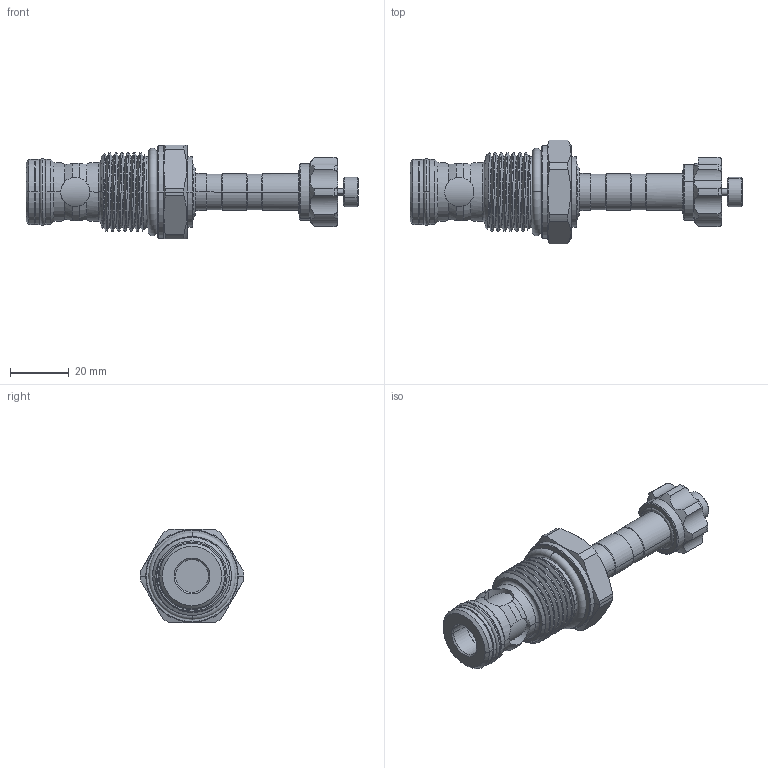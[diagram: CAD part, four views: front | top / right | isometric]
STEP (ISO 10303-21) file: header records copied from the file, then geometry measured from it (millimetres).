
FILE_DESCRIPTION (( 'STEP AP203' ), '1' );
FILE_NAME ('EP12W2A02P05.STEP', '2020-03-31T07:09:19', ( '' ), ( '' ), 'SwSTEP 2.0', 'SolidWorks 2018', '' );
FILE_SCHEMA (( 'CONFIG_CONTROL_DESIGN' ));
Length unit declared in the file: millimetre
Products named in the file (1): EP12W2A02P05
Bounding box: 113.45 x 35.5 x 32 mm (x, y, z)
Volume: 36472.4 mm3; surface area: 12722.9 mm2
Topology: 4 solids, 4 shells, 245 faces, 592 edges, 368 vertices
Faces by surface type: cylinder 119, cone 52, torus 40, plane 29, bspline 5
Entity records: 9976 total; most frequent: CARTESIAN_POINT 4257, DIRECTION 1218, ORIENTED_EDGE 1184, EDGE_CURVE 592, AXIS2_PLACEMENT_3D 529, VERTEX_POINT 368, CIRCLE 288, EDGE_LOOP 266
